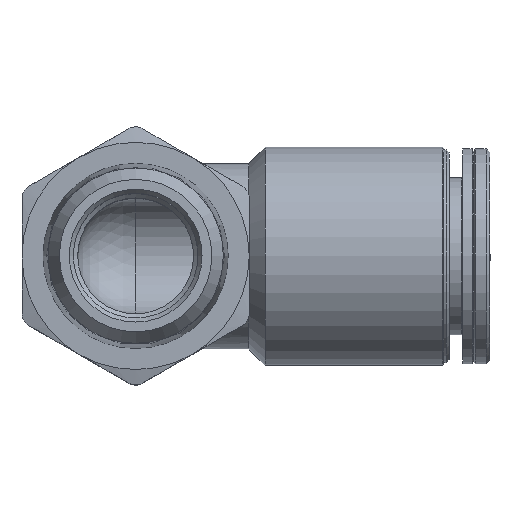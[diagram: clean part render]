
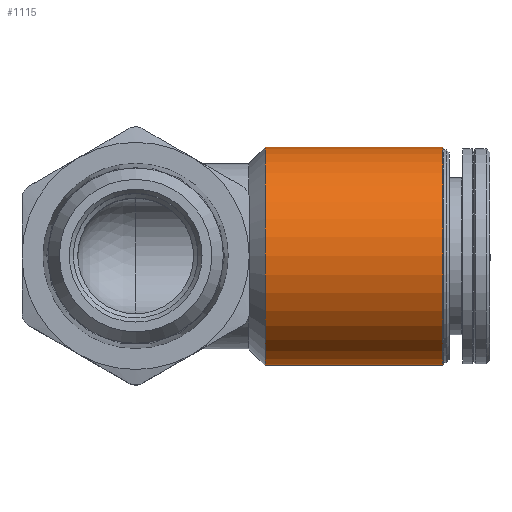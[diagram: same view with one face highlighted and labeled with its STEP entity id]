
A CAD part, top view. The second image highlights one B-rep face of the part: STEP entity #1115.
In plain terms, the highlighted cylindrical face has radius 8 mm (diameter 16 mm), a full revolution.
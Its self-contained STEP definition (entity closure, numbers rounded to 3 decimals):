
#264=ORIENTED_EDGE('',*,*,#580,.F.);
#265=ORIENTED_EDGE('',*,*,#581,.T.);
#580=EDGE_CURVE('',#738,#738,#812,.T.);
#581=EDGE_CURVE('',#739,#739,#813,.T.);
#738=VERTEX_POINT('',#1831);
#739=VERTEX_POINT('',#1834);
#812=CIRCLE('',#1215,8.);
#813=CIRCLE('',#1217,8.);
#873=EDGE_LOOP('',(#264));
#874=EDGE_LOOP('',(#265));
#981=FACE_BOUND('',#873,.T.);
#982=FACE_BOUND('',#874,.T.);
#1082=CYLINDRICAL_SURFACE('',#1216,8.);
#1115=ADVANCED_FACE('',(#981,#982),#1082,.T.);
#1215=AXIS2_PLACEMENT_3D('',#1830,#1383,#1384);
#1216=AXIS2_PLACEMENT_3D('',#1832,#1385,#1386);
#1217=AXIS2_PLACEMENT_3D('',#1833,#1387,#1388);
#1383=DIRECTION('',(-1.,0.,0.));
#1384=DIRECTION('',(0.,0.,1.));
#1385=DIRECTION('',(-1.,0.,0.));
#1386=DIRECTION('',(0.,0.,1.));
#1387=DIRECTION('',(-1.,0.,0.));
#1388=DIRECTION('',(0.,0.,1.));
#1830=CARTESIAN_POINT('',(9.5,0.,-16.));
#1831=CARTESIAN_POINT('',(9.5,0.,-8.));
#1832=CARTESIAN_POINT('',(-1.8,0.,-16.));
#1833=CARTESIAN_POINT('',(22.529,0.,-16.));
#1834=CARTESIAN_POINT('',(22.529,0.,-8.));
